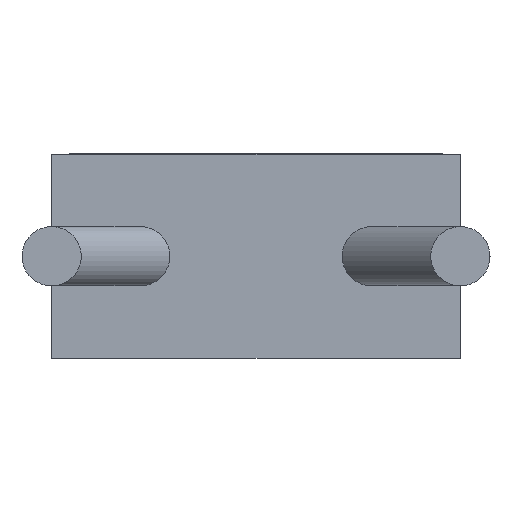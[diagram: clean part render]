
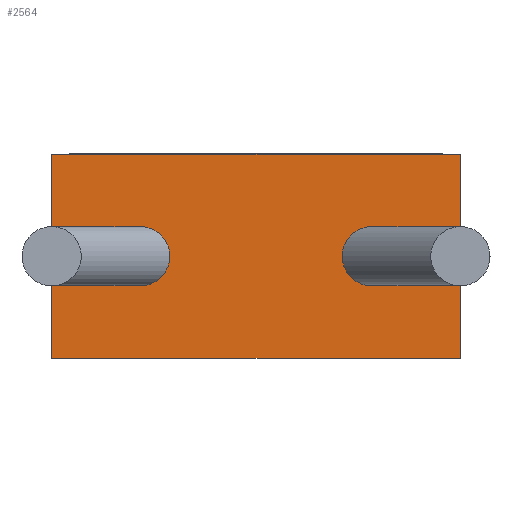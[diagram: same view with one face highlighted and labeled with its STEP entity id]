
A CAD part, front view. The second image highlights one B-rep face of the part: STEP entity #2564.
In plain terms, the highlighted planar face has unit normal (0, -1, 0).
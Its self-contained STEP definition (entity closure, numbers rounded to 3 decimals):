
#40 = VERTEX_POINT ( 'NONE', #2018 ) ;
#43 = DIRECTION ( 'NONE',  ( 0., -1., 0. ) ) ;
#86 = LINE ( 'NONE', #3390, #1229 ) ;
#99 = ORIENTED_EDGE ( 'NONE', *, *, #2303, .T. ) ;
#103 = CARTESIAN_POINT ( 'NONE',  ( 0., 0., 2.54 ) ) ;
#156 = VERTEX_POINT ( 'NONE', #2091 ) ;
#170 = CARTESIAN_POINT ( 'NONE',  ( 0., 0., 2.54 ) ) ;
#313 = ORIENTED_EDGE ( 'NONE', *, *, #1894, .F. ) ;
#327 = CARTESIAN_POINT ( 'NONE',  ( 0., 0., 2.54 ) ) ;
#386 = VERTEX_POINT ( 'NONE', #3260 ) ;
#456 = CARTESIAN_POINT ( 'NONE',  ( 1.1, 0., 0.902 ) ) ;
#465 = CARTESIAN_POINT ( 'NONE',  ( 5.08, 0., 2.54 ) ) ;
#484 = CIRCLE ( 'NONE', #2186, 0.368 ) ;
#510 = DIRECTION ( 'NONE',  ( 0., 0., 1. ) ) ;
#521 = PLANE ( 'NONE',  #1206 ) ;
#559 = DIRECTION ( 'NONE',  ( 0., 0., -1. ) ) ;
#594 = EDGE_LOOP ( 'NONE', ( #99, #313, #1304, #1257 ) ) ;
#614 = ORIENTED_EDGE ( 'NONE', *, *, #2636, .F. ) ;
#631 = DIRECTION ( 'NONE',  ( 1., 0., 0. ) ) ;
#715 = DIRECTION ( 'NONE',  ( 0., 0., -1. ) ) ;
#795 = DIRECTION ( 'NONE',  ( 0., 0., -1. ) ) ;
#796 = DIRECTION ( 'NONE',  ( 0., 0., -1. ) ) ;
#937 = AXIS2_PLACEMENT_3D ( 'NONE', #2153, #43, #796 ) ;
#951 = EDGE_CURVE ( 'NONE', #3372, #3292, #2767, .T. ) ;
#1151 = EDGE_CURVE ( 'NONE', #3372, #40, #2212, .T. ) ;
#1206 = AXIS2_PLACEMENT_3D ( 'NONE', #2862, #2374, #510 ) ;
#1229 = VECTOR ( 'NONE', #1541, 1000. ) ;
#1257 = ORIENTED_EDGE ( 'NONE', *, *, #1151, .T. ) ;
#1304 = ORIENTED_EDGE ( 'NONE', *, *, #951, .F. ) ;
#1409 = DIRECTION ( 'NONE',  ( 0., -1., 0. ) ) ;
#1424 = DIRECTION ( 'NONE',  ( 1., 0., 0. ) ) ;
#1541 = DIRECTION ( 'NONE',  ( 0., 0., -1. ) ) ;
#1587 = DIRECTION ( 'NONE',  ( 0., 1., 0. ) ) ;
#1650 = ORIENTED_EDGE ( 'NONE', *, *, #3227, .T. ) ;
#1738 = EDGE_LOOP ( 'NONE', ( #1744, #1650 ) ) ;
#1744 = ORIENTED_EDGE ( 'NONE', *, *, #2956, .T. ) ;
#1767 = FACE_OUTER_BOUND ( 'NONE', #594, .T. ) ;
#1894 = EDGE_CURVE ( 'NONE', #3292, #386, #86, .T. ) ;
#1981 = CIRCLE ( 'NONE', #3181, 0.368 ) ;
#1988 = EDGE_CURVE ( 'NONE', #3297, #156, #2033, .T. ) ;
#2018 = CARTESIAN_POINT ( 'NONE',  ( 0., 0., 0. ) ) ;
#2019 = CIRCLE ( 'NONE', #2488, 0.368 ) ;
#2033 = CIRCLE ( 'NONE', #937, 0.368 ) ;
#2083 = VECTOR ( 'NONE', #3351, 1000. ) ;
#2091 = CARTESIAN_POINT ( 'NONE',  ( 1.1, 0., 1.639 ) ) ;
#2153 = CARTESIAN_POINT ( 'NONE',  ( 1.1, 0., 1.27 ) ) ;
#2186 = AXIS2_PLACEMENT_3D ( 'NONE', #3342, #3320, #715 ) ;
#2201 = ORIENTED_EDGE ( 'NONE', *, *, #1988, .F. ) ;
#2212 = LINE ( 'NONE', #170, #2083 ) ;
#2224 = EDGE_LOOP ( 'NONE', ( #2201, #614 ) ) ;
#2275 = FACE_BOUND ( 'NONE', #1738, .T. ) ;
#2288 = VERTEX_POINT ( 'NONE', #3017 ) ;
#2303 = EDGE_CURVE ( 'NONE', #40, #386, #2545, .T. ) ;
#2329 = CARTESIAN_POINT ( 'NONE',  ( 3.98, 0., 0.902 ) ) ;
#2356 = VECTOR ( 'NONE', #1424, 1000. ) ;
#2374 = DIRECTION ( 'NONE',  ( 0., 1., 0. ) ) ;
#2376 = CARTESIAN_POINT ( 'NONE',  ( 3.98, 0., 1.27 ) ) ;
#2384 = CARTESIAN_POINT ( 'NONE',  ( 1.1, 0., 1.27 ) ) ;
#2488 = AXIS2_PLACEMENT_3D ( 'NONE', #2376, #1587, #795 ) ;
#2545 = LINE ( 'NONE', #2982, #2356 ) ;
#2559 = VERTEX_POINT ( 'NONE', #2329 ) ;
#2564 = ADVANCED_FACE ( 'NONE', ( #2275, #1767, #3114 ), #521, .F. ) ;
#2636 = EDGE_CURVE ( 'NONE', #156, #3297, #1981, .T. ) ;
#2684 = VECTOR ( 'NONE', #631, 1000. ) ;
#2767 = LINE ( 'NONE', #103, #2684 ) ;
#2862 = CARTESIAN_POINT ( 'NONE',  ( 0., 0., 2.54 ) ) ;
#2956 = EDGE_CURVE ( 'NONE', #2559, #2288, #2019, .T. ) ;
#2982 = CARTESIAN_POINT ( 'NONE',  ( 0., 0., 0. ) ) ;
#3017 = CARTESIAN_POINT ( 'NONE',  ( 3.98, 0., 1.639 ) ) ;
#3114 = FACE_BOUND ( 'NONE', #2224, .T. ) ;
#3181 = AXIS2_PLACEMENT_3D ( 'NONE', #2384, #1409, #559 ) ;
#3227 = EDGE_CURVE ( 'NONE', #2288, #2559, #484, .T. ) ;
#3260 = CARTESIAN_POINT ( 'NONE',  ( 5.08, 0., 0. ) ) ;
#3292 = VERTEX_POINT ( 'NONE', #465 ) ;
#3297 = VERTEX_POINT ( 'NONE', #456 ) ;
#3320 = DIRECTION ( 'NONE',  ( 0., 1., 0. ) ) ;
#3342 = CARTESIAN_POINT ( 'NONE',  ( 3.98, 0., 1.27 ) ) ;
#3351 = DIRECTION ( 'NONE',  ( 0., 0., -1. ) ) ;
#3372 = VERTEX_POINT ( 'NONE', #327 ) ;
#3390 = CARTESIAN_POINT ( 'NONE',  ( 5.08, 0., 2.54 ) ) ;
